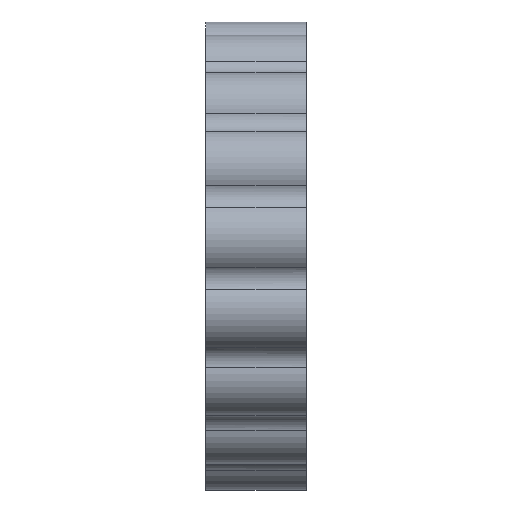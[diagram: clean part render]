
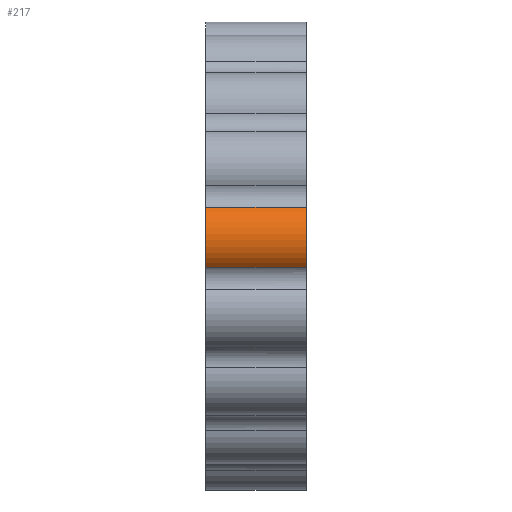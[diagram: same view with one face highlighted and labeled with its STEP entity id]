
A CAD part, left-side view. The second image highlights one B-rep face of the part: STEP entity #217.
In plain terms, the highlighted free-form (B-spline) face has degree [2, 1] with [3, 2] control points.
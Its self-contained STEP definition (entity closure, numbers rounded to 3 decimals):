
#217 = ADVANCED_FACE('',(#218),#250,.T.);
#218 = FACE_BOUND('',#219,.T.);
#219 = EDGE_LOOP('',(#220,#230,#237,#245));
#220 = ORIENTED_EDGE('',*,*,#221,.F.);
#221 = EDGE_CURVE('',#222,#224,#226,.T.);
#222 = VERTEX_POINT('',#223);
#223 = CARTESIAN_POINT('',(-20.538,-10.873,
    63.213));
#224 = VERTEX_POINT('',#225);
#225 = CARTESIAN_POINT('',(-21.06,-10.873,
    57.577));
#226 = ( BOUNDED_CURVE() B_SPLINE_CURVE(2,(#227,#228,#229),
.UNSPECIFIED.,.F.,.F.) B_SPLINE_CURVE_WITH_KNOTS((3,3),(3.785,
5.455),.PIECEWISE_BEZIER_KNOTS.) CURVE() 
GEOMETRIC_REPRESENTATION_ITEM() RATIONAL_B_SPLINE_CURVE((1.,
0.671,1.)) REPRESENTATION_ITEM('') );
#227 = CARTESIAN_POINT('',(-20.538,-10.873,
    63.213));
#228 = CARTESIAN_POINT('',(-23.911,-10.873,
    60.684));
#229 = CARTESIAN_POINT('',(-21.06,-10.873,
    57.577));
#230 = ORIENTED_EDGE('',*,*,#231,.T.);
#231 = EDGE_CURVE('',#222,#232,#234,.T.);
#232 = VERTEX_POINT('',#233);
#233 = CARTESIAN_POINT('',(-20.538,-1.405,
    63.213));
#234 = B_SPLINE_CURVE_WITH_KNOTS('',1,(#235,#236),.UNSPECIFIED.,.F.,.F.,
  (2,2),(0.,10.85),.PIECEWISE_BEZIER_KNOTS.);
#235 = CARTESIAN_POINT('',(-20.538,-10.873,
    63.213));
#236 = CARTESIAN_POINT('',(-20.538,-1.405,
    63.213));
#237 = ORIENTED_EDGE('',*,*,#238,.T.);
#238 = EDGE_CURVE('',#232,#239,#241,.T.);
#239 = VERTEX_POINT('',#240);
#240 = CARTESIAN_POINT('',(-21.06,-1.405,
    57.577));
#241 = ( BOUNDED_CURVE() B_SPLINE_CURVE(2,(#242,#243,#244),
.UNSPECIFIED.,.F.,.F.) B_SPLINE_CURVE_WITH_KNOTS((3,3),(3.785,
5.455),.PIECEWISE_BEZIER_KNOTS.) CURVE() 
GEOMETRIC_REPRESENTATION_ITEM() RATIONAL_B_SPLINE_CURVE((1.,
0.671,1.)) REPRESENTATION_ITEM('') );
#242 = CARTESIAN_POINT('',(-20.538,-1.405,
    63.213));
#243 = CARTESIAN_POINT('',(-23.911,-1.405,
    60.684));
#244 = CARTESIAN_POINT('',(-21.06,-1.405,
    57.577));
#245 = ORIENTED_EDGE('',*,*,#246,.T.);
#246 = EDGE_CURVE('',#239,#224,#247,.T.);
#247 = B_SPLINE_CURVE_WITH_KNOTS('',1,(#248,#249),.UNSPECIFIED.,.F.,.F.,
  (2,2),(-0.,10.85),.PIECEWISE_BEZIER_KNOTS.);
#248 = CARTESIAN_POINT('',(-21.06,-1.405,
    57.577));
#249 = CARTESIAN_POINT('',(-21.06,-10.873,
    57.577));
#250 = ( BOUNDED_SURFACE() B_SPLINE_SURFACE(2,1,(
    (#251,#252)
    ,(#253,#254)
,(#255,#256
    )),.UNSPECIFIED.,.F.,.F.,.F.) B_SPLINE_SURFACE_WITH_KNOTS((3,3),(2,2
    ),(3.97,5.64),(7.15,18.),
.PIECEWISE_BEZIER_KNOTS.) GEOMETRIC_REPRESENTATION_ITEM() 
RATIONAL_B_SPLINE_SURFACE((
    (1.,1.)
    ,(0.671,0.671)
,(1.,1.))) REPRESENTATION_ITEM('') SURFACE() );
#251 = CARTESIAN_POINT('',(-21.06,-10.873,
    57.577));
#252 = CARTESIAN_POINT('',(-21.06,-1.405,
    57.577));
#253 = CARTESIAN_POINT('',(-23.911,-10.873,
    60.684));
#254 = CARTESIAN_POINT('',(-23.911,-1.405,
    60.684));
#255 = CARTESIAN_POINT('',(-20.538,-10.873,
    63.213));
#256 = CARTESIAN_POINT('',(-20.538,-1.405,
    63.213));
